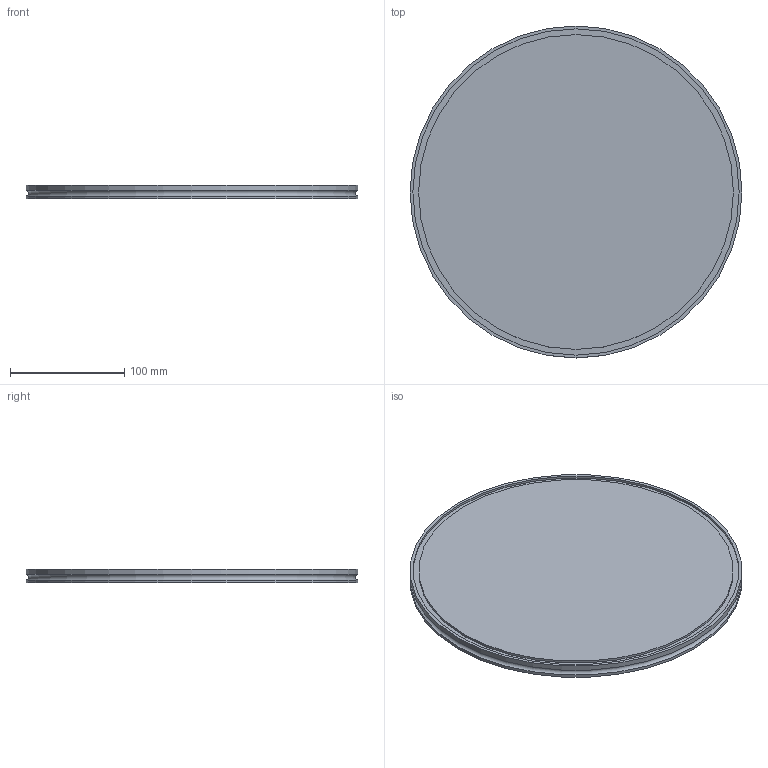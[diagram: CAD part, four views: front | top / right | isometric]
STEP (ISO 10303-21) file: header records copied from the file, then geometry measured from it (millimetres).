
FILE_DESCRIPTION( ( 'Unknown' ), '1' );
FILE_NAME( '6425.stp', 'Unknown', ( 'Unknown' ), ( 'Unknown' ), 'XStep 1.0', 'Unknown', ' ' );
FILE_SCHEMA( ( 'automotive_design' ) );
Length unit declared in the file: millimetre
Products named in the file (1): 1
Bounding box: 290 x 290 x 12 mm (x, y, z)
Volume: 764895.4 mm3; surface area: 153098.1 mm2
Topology: 1 solids, 1 shells, 13 faces, 19 edges, 12 vertices
Faces by surface type: plane 6, cylinder 6, torus 1
Full cylindrical faces by diameter (mm): 251 x1, 261 x1, 275 x1, 285 x1, 290 x2
Entity records: 374 total; most frequent: DIRECTION 52, CARTESIAN_POINT 38, AXIS2_PLACEMENT_3D 26, EDGE_LOOP 24, ORIENTED_EDGE 24, FACE_OUTER_BOUND 20, STYLED_ITEM 13, PRESENTATION_STYLE_ASSIGNMENT 13
